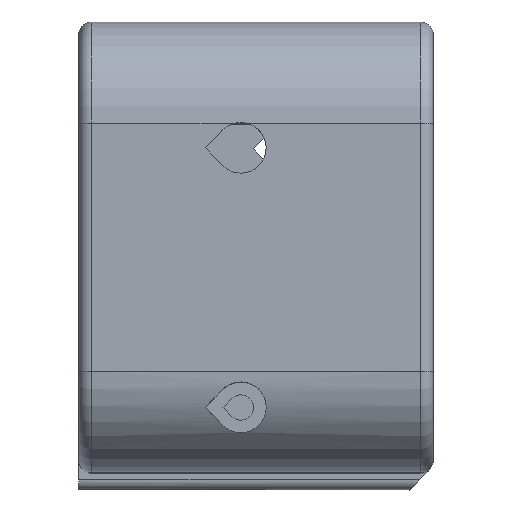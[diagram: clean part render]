
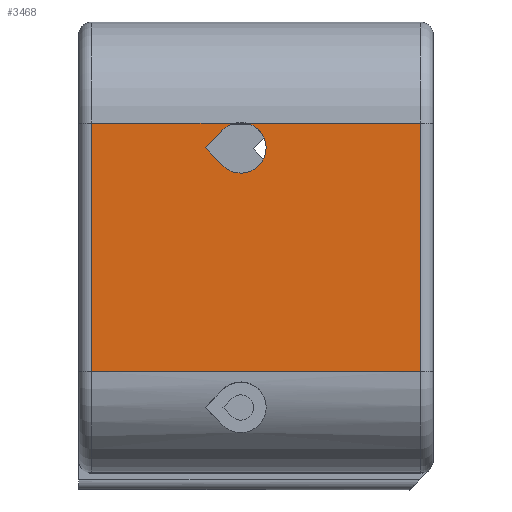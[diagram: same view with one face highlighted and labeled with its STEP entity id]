
A CAD part, top view. The second image highlights one B-rep face of the part: STEP entity #3468.
In plain terms, the highlighted planar face has unit normal (0, 0, 1).
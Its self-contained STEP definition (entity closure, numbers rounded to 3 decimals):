
#116=PLANE('',#3748);
#250=LINE('',#5508,#619);
#251=LINE('',#5549,#620);
#255=LINE('',#5557,#624);
#341=LINE('',#5887,#710);
#342=LINE('',#5889,#711);
#411=LINE('',#6028,#780);
#412=LINE('',#6029,#781);
#619=VECTOR('',#4080,26.);
#620=VECTOR('',#4085,10.);
#624=VECTOR('',#4091,10.);
#710=VECTOR('',#4325,11.356);
#711=VECTOR('',#4326,13.756);
#780=VECTOR('',#4403,19.6);
#781=VECTOR('',#4404,19.6);
#1050=FACE_OUTER_BOUND('',#1256,.T.);
#1256=EDGE_LOOP('',(#2853,#2854,#2855,#2856,#2857,#2858,#2859,#2860,#2861));
#1468=CIRCLE('',#3675,2.);
#1469=CIRCLE('',#3676,2.);
#1602=VERTEX_POINT('',#5505);
#1603=VERTEX_POINT('',#5507);
#1605=VERTEX_POINT('',#5547);
#1606=VERTEX_POINT('',#5548);
#1609=VERTEX_POINT('',#5556);
#1613=VERTEX_POINT('',#5567);
#1614=VERTEX_POINT('',#5569);
#1708=VERTEX_POINT('',#5885);
#1709=VERTEX_POINT('',#5888);
#1965=EDGE_CURVE('',#1602,#1603,#250,.T.);
#1969=EDGE_CURVE('',#1605,#1606,#251,.T.);
#1973=EDGE_CURVE('',#1609,#1605,#255,.T.);
#1979=EDGE_CURVE('',#1613,#1609,#1468,.T.);
#1981=EDGE_CURVE('',#1606,#1614,#1469,.T.);
#2108=EDGE_CURVE('',#1614,#1708,#341,.T.);
#2109=EDGE_CURVE('',#1709,#1613,#342,.T.);
#2179=EDGE_CURVE('',#1603,#1708,#411,.F.);
#2180=EDGE_CURVE('',#1709,#1602,#412,.T.);
#2853=ORIENTED_EDGE('',*,*,#1969,.T.);
#2854=ORIENTED_EDGE('',*,*,#1981,.T.);
#2855=ORIENTED_EDGE('',*,*,#2108,.T.);
#2856=ORIENTED_EDGE('',*,*,#2179,.F.);
#2857=ORIENTED_EDGE('',*,*,#1965,.F.);
#2858=ORIENTED_EDGE('',*,*,#2180,.F.);
#2859=ORIENTED_EDGE('',*,*,#2109,.T.);
#2860=ORIENTED_EDGE('',*,*,#1979,.T.);
#2861=ORIENTED_EDGE('',*,*,#1973,.T.);
#3468=ADVANCED_FACE('',(#1050),#116,.T.);
#3675=AXIS2_PLACEMENT_3D('',#5568,#4102,#4103);
#3676=AXIS2_PLACEMENT_3D('',#5577,#4104,#4105);
#3748=AXIS2_PLACEMENT_3D('',#6027,#4401,#4402);
#4080=DIRECTION('',(-1.,0.,0.));
#4085=DIRECTION('',(0.706,0.708,0.));
#4091=DIRECTION('',(-0.706,0.708,0.));
#4102=DIRECTION('center_axis',(0.,0.,-1.));
#4103=DIRECTION('ref_axis',(1.,0.,0.));
#4104=DIRECTION('center_axis',(0.,0.,-1.));
#4105=DIRECTION('ref_axis',(1.,0.,0.));
#4325=DIRECTION('',(-1.,0.,0.));
#4326=DIRECTION('',(-1.,0.,0.));
#4401=DIRECTION('center_axis',(0.,0.,
1.));
#4402=DIRECTION('ref_axis',(1.,0.,0.));
#4403=DIRECTION('',(0.,-1.,0.));
#4404=DIRECTION('',(0.,-1.,0.));
#5505=CARTESIAN_POINT('',(-26.85,-44.6,26.2));
#5507=CARTESIAN_POINT('',(-52.85,-44.6,26.2));
#5508=CARTESIAN_POINT('',(-26.85,-44.6,26.2));
#5547=CARTESIAN_POINT('',(-43.876,-26.95,26.2));
#5548=CARTESIAN_POINT('',(-42.465,-25.537,26.2));
#5549=CARTESIAN_POINT('',(-23.08,-6.118,26.2));
#5556=CARTESIAN_POINT('',(-42.465,-28.363,26.2));
#5557=CARTESIAN_POINT('',(-23.349,-47.512,26.2));
#5567=CARTESIAN_POINT('',(-40.605,-25.,26.2));
#5568=CARTESIAN_POINT('Origin',(-41.05,-26.95,26.2));
#5569=CARTESIAN_POINT('',(-41.494,-25.,26.2));
#5577=CARTESIAN_POINT('Origin',(-41.05,-26.95,26.2));
#5885=CARTESIAN_POINT('',(-52.85,-25.,26.2));
#5887=CARTESIAN_POINT('',(-41.494,-25.,26.2));
#5888=CARTESIAN_POINT('',(-26.85,-25.,26.2));
#5889=CARTESIAN_POINT('',(-26.85,-25.,26.2));
#6027=CARTESIAN_POINT('Origin',(37.499,-25.,26.2));
#6028=CARTESIAN_POINT('',(-52.85,-25.,26.2));
#6029=CARTESIAN_POINT('',(-26.85,-25.,26.2));
